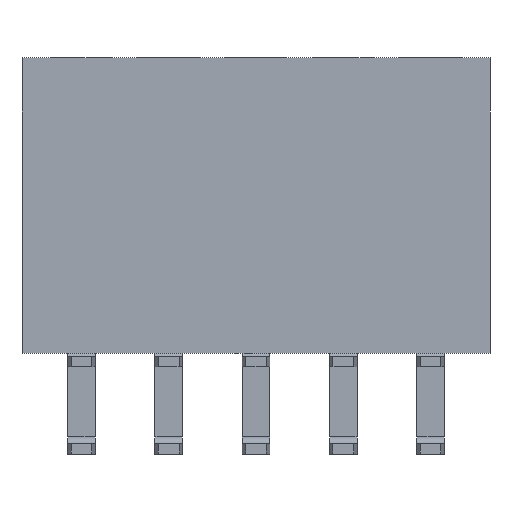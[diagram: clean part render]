
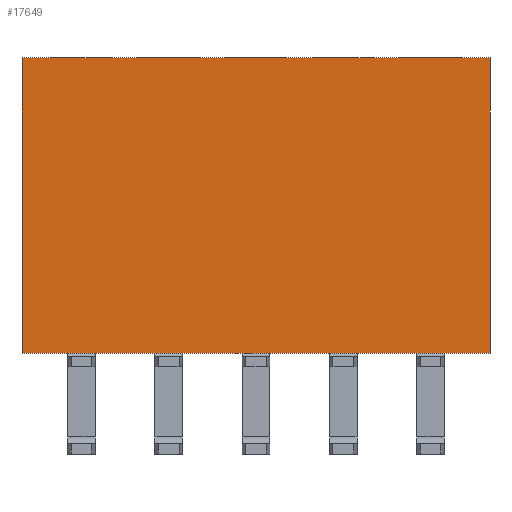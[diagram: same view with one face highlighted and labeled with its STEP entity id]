
A CAD part, front view. The second image highlights one B-rep face of the part: STEP entity #17649.
In plain terms, the highlighted planar face has unit normal (0, -1, 0).
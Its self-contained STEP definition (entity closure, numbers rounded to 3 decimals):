
#652=PLANE('',#19182);
#1502=FACE_OUTER_BOUND('',#2392,.T.);
#2392=EDGE_LOOP('',(#15318,#15319,#15320,#15321));
#4645=LINE('',#28670,#6439);
#4737=LINE('',#28854,#6531);
#4738=LINE('',#28856,#6532);
#4739=LINE('',#28857,#6533);
#6439=VECTOR('',#23673,1.);
#6531=VECTOR('',#23817,1.);
#6532=VECTOR('',#23818,1.);
#6533=VECTOR('',#23819,1.);
#8135=VERTEX_POINT('',#28667);
#8136=VERTEX_POINT('',#28669);
#8202=VERTEX_POINT('',#28853);
#8203=VERTEX_POINT('',#28855);
#10529=EDGE_CURVE('',#8136,#8135,#4645,.T.);
#10621=EDGE_CURVE('',#8135,#8202,#4737,.T.);
#10622=EDGE_CURVE('',#8203,#8202,#4738,.T.);
#10623=EDGE_CURVE('',#8136,#8203,#4739,.T.);
#15318=ORIENTED_EDGE('',*,*,#10621,.T.);
#15319=ORIENTED_EDGE('',*,*,#10622,.F.);
#15320=ORIENTED_EDGE('',*,*,#10623,.F.);
#15321=ORIENTED_EDGE('',*,*,#10529,.T.);
#17649=ADVANCED_FACE('',(#1502),#652,.F.);
#19182=AXIS2_PLACEMENT_3D('',#28852,#23815,#23816);
#23673=DIRECTION('',(0.,0.,-1.));
#23815=DIRECTION('center_axis',(0.,1.,0.));
#23816=DIRECTION('ref_axis',(0.,0.,1.));
#23817=DIRECTION('',(1.,0.,0.));
#23818=DIRECTION('',(0.,0.,-1.));
#23819=DIRECTION('',(1.,0.,0.));
#28667=CARTESIAN_POINT('',(-17.404,4.125,1.584));
#28669=CARTESIAN_POINT('',(-17.404,4.125,5.884));
#28670=CARTESIAN_POINT('',(-17.404,4.125,5.884));
#28852=CARTESIAN_POINT('Origin',(-17.404,4.125,5.884));
#28853=CARTESIAN_POINT('',(-10.594,4.125,1.584));
#28854=CARTESIAN_POINT('',(-17.404,4.125,1.584));
#28855=CARTESIAN_POINT('',(-10.594,4.125,5.884));
#28856=CARTESIAN_POINT('',(-10.594,4.125,5.884));
#28857=CARTESIAN_POINT('',(-17.404,4.125,5.884));
